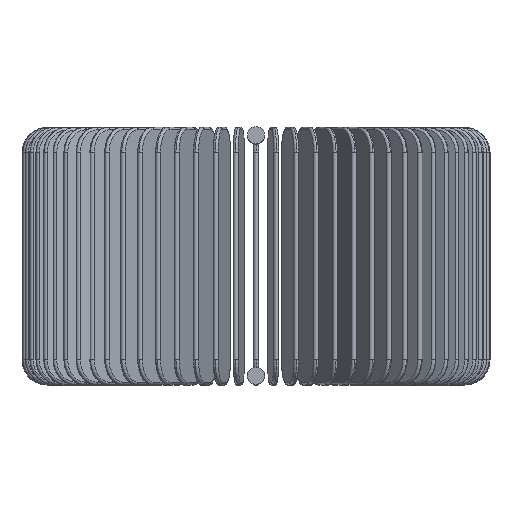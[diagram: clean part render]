
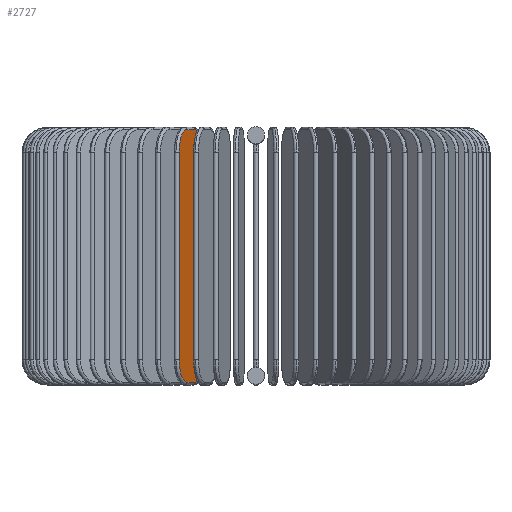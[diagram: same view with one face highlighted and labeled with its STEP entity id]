
A CAD part, top view. The second image highlights one B-rep face of the part: STEP entity #2727.
In plain terms, the highlighted planar face has unit normal (0.94, 0, 0.342).
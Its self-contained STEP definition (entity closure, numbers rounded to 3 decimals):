
#2727=ADVANCED_FACE('',(#5591),#5592,.T.);
#5591=FACE_OUTER_BOUND('',#9118,.T.);
#5592=PLANE('',#9119);
#9118=EDGE_LOOP('',(#15038,#15039,#15040,#15041,#15042,#15043,#15044,#15045));
#9119=AXIS2_PLACEMENT_3D('',#15046,#15047,#15048);
#15038=ORIENTED_EDGE('',*,*,#21888,.T.);
#15039=ORIENTED_EDGE('',*,*,#21858,.T.);
#15040=ORIENTED_EDGE('',*,*,#21890,.T.);
#15041=ORIENTED_EDGE('',*,*,#21891,.T.);
#15042=ORIENTED_EDGE('',*,*,#21892,.T.);
#15043=ORIENTED_EDGE('',*,*,#21868,.T.);
#15044=ORIENTED_EDGE('',*,*,#21893,.T.);
#15045=ORIENTED_EDGE('',*,*,#21877,.T.);
#15046=CARTESIAN_POINT('',(-3.938,0.0,11.19));
#15047=DIRECTION('',(0.94,0.0,0.342));
#15048=DIRECTION('',(0.0,-1.0,0.0));
#21858=EDGE_CURVE('',#26335,#26333,#26336,.T.);
#21868=EDGE_CURVE('',#26353,#26351,#26354,.T.);
#21877=EDGE_CURVE('',#26368,#26366,#26369,.T.);
#21888=EDGE_CURVE('',#26366,#26335,#26384,.T.);
#21890=EDGE_CURVE('',#26333,#26386,#26387,.T.);
#21891=EDGE_CURVE('',#26386,#26388,#26389,.T.);
#21892=EDGE_CURVE('',#26388,#26353,#26390,.T.);
#21893=EDGE_CURVE('',#26351,#26368,#26391,.T.);
#26333=VERTEX_POINT('',#32037);
#26335=VERTEX_POINT('',#32039);
#26336=CIRCLE('',#32040,1.143);
#26351=VERTEX_POINT('',#32055);
#26353=VERTEX_POINT('',#32057);
#26354=CIRCLE('',#32058,1.143);
#26366=VERTEX_POINT('',#32070);
#26368=VERTEX_POINT('',#32072);
#26369=CIRCLE('',#32073,1.143);
#26384=LINE('',#32092,#32093);
#26386=VERTEX_POINT('',#32095);
#26387=LINE('',#32096,#32097);
#26388=VERTEX_POINT('',#32098);
#26389=CIRCLE('',#32099,1.143);
#26390=LINE('',#32100,#32101);
#26391=LINE('',#32102,#32103);
#32037=CARTESIAN_POINT('',(-3.503,0.127,9.996));
#32039=CARTESIAN_POINT('',(-3.894,1.27,11.071));
#32040=AXIS2_PLACEMENT_3D('',#38451,#38452,#38453);
#32055=CARTESIAN_POINT('',(-3.069,12.929,8.803));
#32057=CARTESIAN_POINT('',(-2.678,11.786,7.729));
#32058=AXIS2_PLACEMENT_3D('',#38475,#38476,#38477);
#32070=CARTESIAN_POINT('',(-3.894,11.786,11.071));
#32072=CARTESIAN_POINT('',(-3.503,12.929,9.996));
#32073=AXIS2_PLACEMENT_3D('',#38496,#38497,#38498);
#32092=CARTESIAN_POINT('',(-3.894,11.786,11.071));
#32093=VECTOR('',#38515,10.516);
#32095=CARTESIAN_POINT('',(-3.069,0.127,8.803));
#32096=CARTESIAN_POINT('',(-3.503,0.127,9.996));
#32097=VECTOR('',#38516,1.27);
#32098=CARTESIAN_POINT('',(-2.678,1.27,7.729));
#32099=AXIS2_PLACEMENT_3D('',#38517,#38518,#38519);
#32100=CARTESIAN_POINT('',(-2.678,1.27,7.729));
#32101=VECTOR('',#38520,10.516);
#32102=CARTESIAN_POINT('',(-3.069,12.929,8.803));
#32103=VECTOR('',#38521,1.27);
#38451=CARTESIAN_POINT('',(-3.503,1.27,9.996));
#38452=DIRECTION('',(0.94,0.0,0.342));
#38453=DIRECTION('',(-0.342,0.0,0.94));
#38475=CARTESIAN_POINT('',(-3.069,11.786,8.803));
#38476=DIRECTION('',(0.94,0.,0.342));
#38477=DIRECTION('',(0.342,0.,-0.94));
#38496=CARTESIAN_POINT('',(-3.503,11.786,9.996));
#38497=DIRECTION('',(0.94,-0.0,0.342));
#38498=DIRECTION('',(0.0,1.0,0.0));
#38515=DIRECTION('',(0.0,-1.0,0.0));
#38516=DIRECTION('',(0.342,0.0,-0.94));
#38517=CARTESIAN_POINT('',(-3.069,1.27,8.803));
#38518=DIRECTION('',(0.94,0.0,0.342));
#38519=DIRECTION('',(0.0,-1.0,0.0));
#38520=DIRECTION('',(0.0,1.0,0.0));
#38521=DIRECTION('',(-0.342,0.0,0.94));
